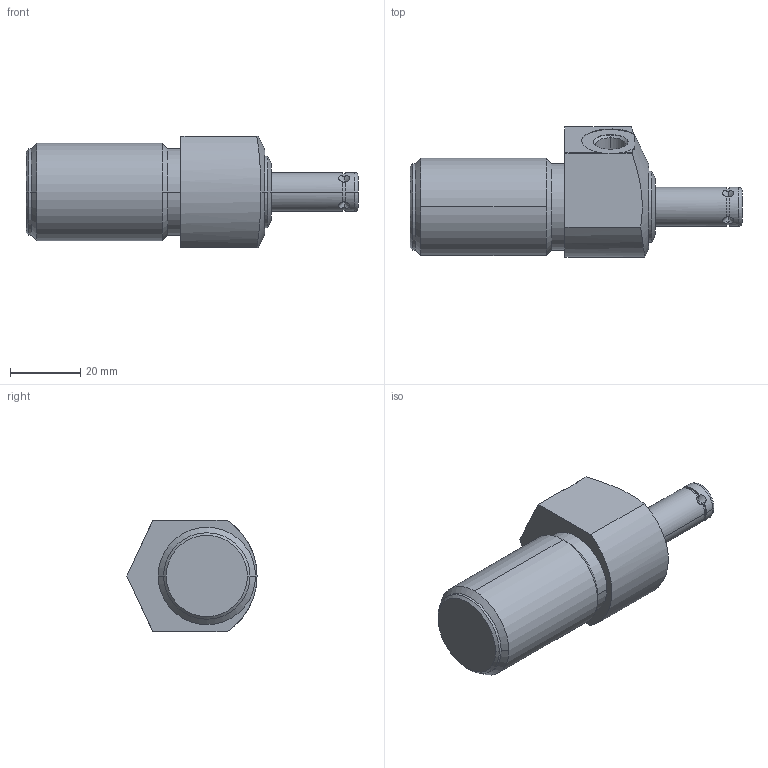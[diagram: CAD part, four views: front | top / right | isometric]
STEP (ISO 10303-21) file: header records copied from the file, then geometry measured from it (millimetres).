
FILE_DESCRIPTION((''),'2;1');
FILE_NAME('ILCM42502051','2018-10-26T',('act'),(''),'PRO/ENGINEER BY PARAMETRIC TECHNOLOGY CORPORATION, 2013320','PRO/ENGINEER BY PARAMETRIC TECHNOLOGY CORPORATION, 2013320','');
FILE_SCHEMA(('AUTOMOTIVE_DESIGN { 1 0 10303 214 1 1 1 1 }'));
Length unit declared in the file: millimetre
Products named in the file (1): ILCM42502051
Bounding box: 94.58 x 37.06 x 31.75 mm (x, y, z)
Volume: 49602.1 mm3; surface area: 10051.1 mm2
Topology: 1 solids, 2 shells, 87 faces, 230 edges, 142 vertices
Faces by surface type: cylinder 37, plane 24, cone 24, torus 2
Entity records: 3738 total; most frequent: CARTESIAN_POINT 800, ORIENTED_EDGE 436, DIRECTION 423, PRESENTATION_STYLE_ASSIGNMENT 233, STYLED_ITEM 222, CURVE_STYLE 220, EDGE_CURVE 220, AXIS2_PLACEMENT_3D 179
